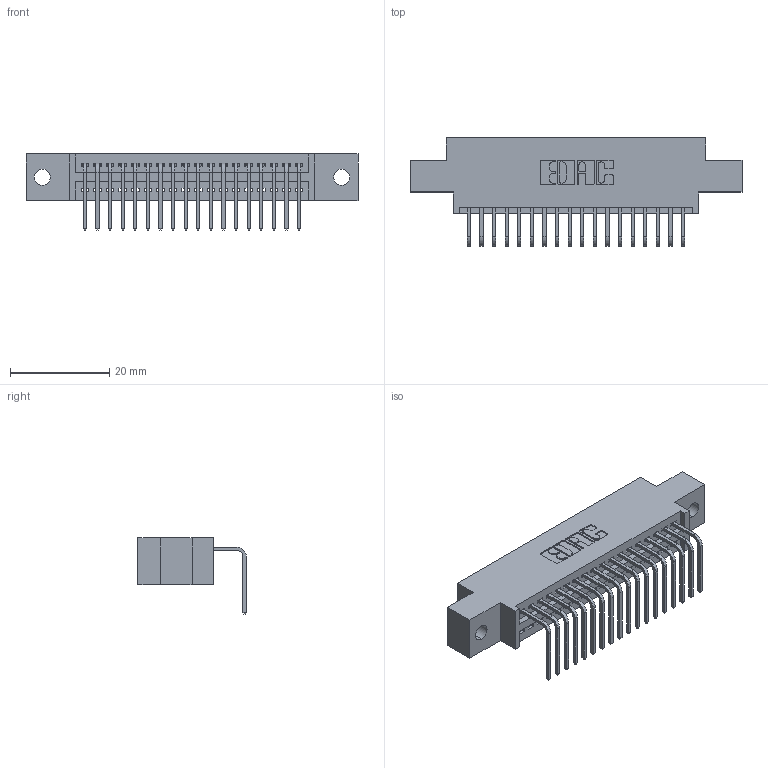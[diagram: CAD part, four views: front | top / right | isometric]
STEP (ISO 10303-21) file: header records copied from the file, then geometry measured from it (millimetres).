
FILE_DESCRIPTION (( 'STEP AP203' ), '1' );
FILE_NAME ('345-018-558-602.STEP', '2018-08-19T23:20:39', ( '' ), ( '' ), 'SwSTEP 2.0', 'SolidWorks 2016', '' );
FILE_SCHEMA (( 'CONFIG_CONTROL_DESIGN' ));
Length unit declared in the file: inch
Products named in the file (3): 345-018-558-602; 345 Part_0.170 Offset - 0.128 Dia; 345-292-001_558 Tail - 2
Assembly tree (19 placements, depth 2):
  345-018-558-602
    345 Part_0.170 Offset - 0.128 Dia
    345-292-001_558 Tail - 2  x18
Bounding box: 66.93 x 21.83 x 15.37 mm (x, y, z)
Volume: 6070.3 mm3; surface area: 7948.1 mm2
Topology: 19 solids, 19 shells, 1210 faces, 3629 edges, 2394 vertices
Faces by surface type: plane 840, cylinder 370
Entity records: 16997 total; most frequent: CARTESIAN_POINT 2954, ORIENTED_EDGE 2906, DIRECTION 2613, EDGE_CURVE 1453, VECTOR 1249, LINE 1249, VERTEX_POINT 966, AXIS2_PLACEMENT_3D 682
